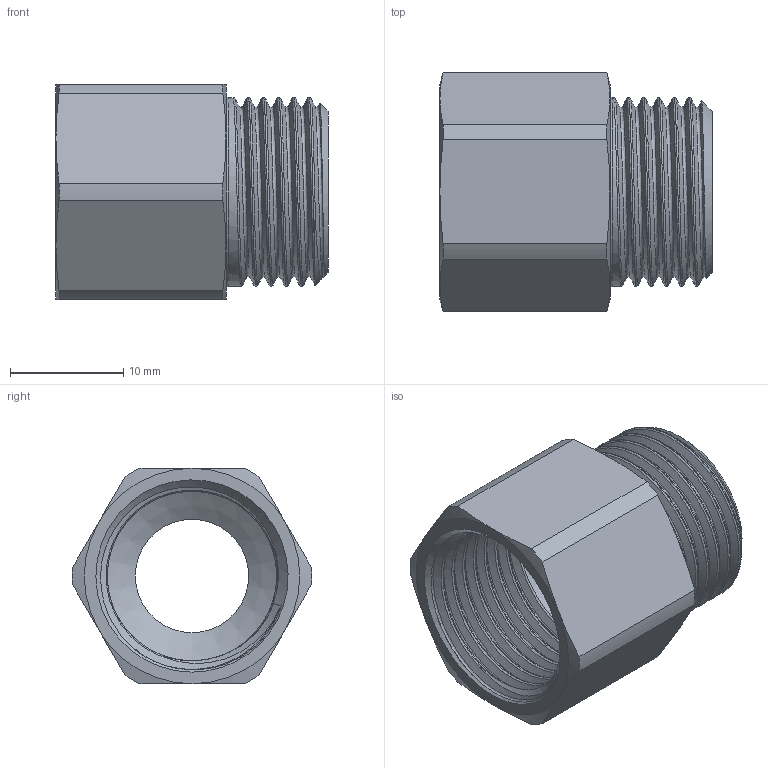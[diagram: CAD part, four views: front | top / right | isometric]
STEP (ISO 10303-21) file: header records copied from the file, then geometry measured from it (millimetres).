
FILE_DESCRIPTION (( 'STEP AP203' ), '1' );
FILE_NAME ('134686_MS251L3838.step', '2018-04-17T17:50:30', ( '' ), ( '' ), 'SwSTEP 2.0', 'SolidWorks 2017', '' );
FILE_SCHEMA (( 'CONFIG_CONTROL_DESIGN' ));
Length unit declared in the file: millimetre
Products named in the file (1): 134686_MS251L3838
Bounding box: 24 x 21.09 x 19 mm (x, y, z)
Volume: 3036.3 mm3; surface area: 3291.9 mm2
Topology: 1 solids, 1 shells, 63 faces, 161 edges, 101 vertices
Faces by surface type: cylinder 23, cone 17, plane 12, bspline 10, torus 1
Full cylindrical faces by diameter (mm): 10 x1, 14.95 x6, 16.66 x5
Entity records: 6782 total; most frequent: CARTESIAN_POINT 5691, ORIENTED_EDGE 224, DIRECTION 185, EDGE_CURVE 112, AXIS2_PLACEMENT_3D 82, VERTEX_POINT 72, EDGE_LOOP 62, FACE_OUTER_BOUND 55
